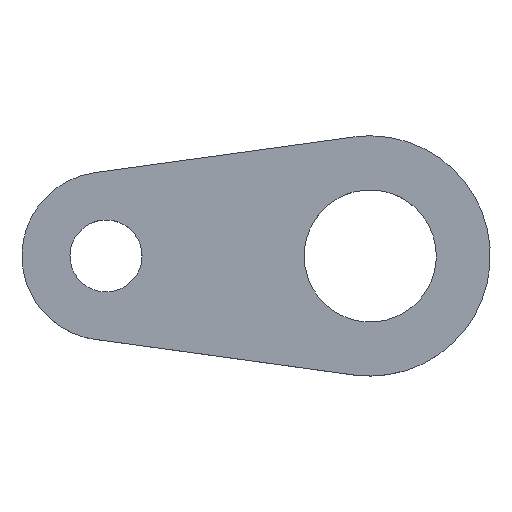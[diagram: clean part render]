
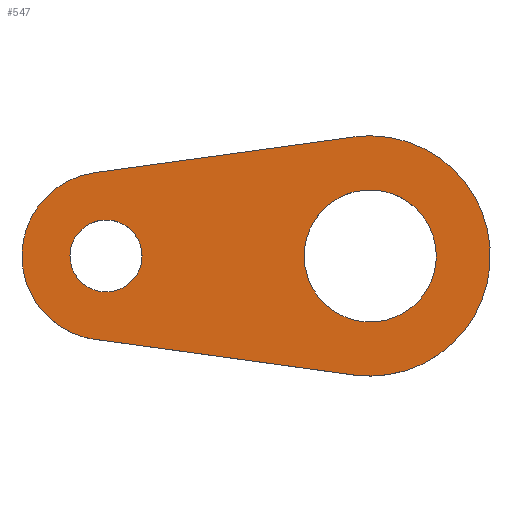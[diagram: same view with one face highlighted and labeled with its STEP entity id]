
A CAD part, top view. The second image highlights one B-rep face of the part: STEP entity #547.
In plain terms, the highlighted free-form (B-spline) face has degree [1, 1] with [2, 2] control points.
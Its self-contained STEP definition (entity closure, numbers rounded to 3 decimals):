
#96=CARTESIAN_POINT('',(0.118,1.495,1.5));
#97=VERTEX_POINT('',#96);
#103=CARTESIAN_POINT('',(-1.5,0.0,1.5));
#104=VERTEX_POINT('',#103);
#105=CARTESIAN_POINT('',(0.118,1.495,1.5));
#106=CARTESIAN_POINT('',(0.059,1.5,1.5));
#107=CARTESIAN_POINT('',(0.0,1.5,1.5));
#108=CARTESIAN_POINT('',(-1.5,1.5,1.5));
#109=CARTESIAN_POINT('',(-1.5,0.0,1.5));
#117=(BOUNDED_CURVE()B_SPLINE_CURVE(2,(#105,#106,#107,#108,#109),.UNSPECIFIED.,.F.,.U.)B_SPLINE_CURVE_WITH_KNOTS((3,2,3),(0.736,0.75,1.0),.UNSPECIFIED.)CURVE()GEOMETRIC_REPRESENTATION_ITEM()RATIONAL_B_SPLINE_CURVE((0.97,0.984,1.0,0.707,1.0))REPRESENTATION_ITEM(''));
#118=EDGE_CURVE('',#97,#104,#117,.T.);
#120=CARTESIAN_POINT('',(-0.118,-1.495,1.5));
#121=VERTEX_POINT('',#120);
#122=CARTESIAN_POINT('',(-1.5,0.0,1.5));
#123=CARTESIAN_POINT('',(-1.5,-1.387,1.5));
#124=CARTESIAN_POINT('',(-0.118,-1.495,1.5));
#132=(BOUNDED_CURVE()B_SPLINE_CURVE(2,(#122,#123,#124),.UNSPECIFIED.,.F.,.U.)B_SPLINE_CURVE_WITH_KNOTS((3,3),(0.0,0.236),.UNSPECIFIED.)CURVE()GEOMETRIC_REPRESENTATION_ITEM()RATIONAL_B_SPLINE_CURVE((1.0,0.723,0.97))REPRESENTATION_ITEM(''));
#133=EDGE_CURVE('',#104,#121,#132,.T.);
#179=CARTESIAN_POINT('',(1.5,0.0,1.5));
#180=VERTEX_POINT('',#179);
#181=CARTESIAN_POINT('',(-0.118,-1.495,1.5));
#182=CARTESIAN_POINT('',(-0.059,-1.5,1.5));
#183=CARTESIAN_POINT('',(0.0,-1.5,1.5));
#184=CARTESIAN_POINT('',(1.5,-1.5,1.5));
#185=CARTESIAN_POINT('',(1.5,0.0,1.5));
#193=(BOUNDED_CURVE()B_SPLINE_CURVE(2,(#181,#182,#183,#184,#185),.UNSPECIFIED.,.F.,.U.)B_SPLINE_CURVE_WITH_KNOTS((3,2,3),(0.236,0.25,0.5),.UNSPECIFIED.)CURVE()GEOMETRIC_REPRESENTATION_ITEM()RATIONAL_B_SPLINE_CURVE((0.97,0.984,1.0,0.707,1.0))REPRESENTATION_ITEM(''));
#194=EDGE_CURVE('',#121,#180,#193,.T.);
#196=CARTESIAN_POINT('',(1.5,0.0,1.5));
#197=CARTESIAN_POINT('',(1.5,1.387,1.5));
#198=CARTESIAN_POINT('',(0.118,1.495,1.5));
#206=(BOUNDED_CURVE()B_SPLINE_CURVE(2,(#196,#197,#198),.UNSPECIFIED.,.F.,.U.)B_SPLINE_CURVE_WITH_KNOTS((3,3),(0.5,0.736),.UNSPECIFIED.)CURVE()GEOMETRIC_REPRESENTATION_ITEM()RATIONAL_B_SPLINE_CURVE((1.0,0.723,0.97))REPRESENTATION_ITEM(''));
#207=EDGE_CURVE('',#180,#97,#206,.T.);
#278=CARTESIAN_POINT('',(11.216,2.742,1.5));
#279=VERTEX_POINT('',#278);
#285=CARTESIAN_POINT('',(8.25,0.0,1.5));
#286=VERTEX_POINT('',#285);
#287=CARTESIAN_POINT('',(11.216,2.742,1.5));
#288=CARTESIAN_POINT('',(11.108,2.75,1.5));
#289=CARTESIAN_POINT('',(11.0,2.75,1.5));
#290=CARTESIAN_POINT('',(8.25,2.75,1.5));
#291=CARTESIAN_POINT('',(8.25,0.0,1.5));
#299=(BOUNDED_CURVE()B_SPLINE_CURVE(2,(#287,#288,#289,#290,#291),.UNSPECIFIED.,.F.,.U.)B_SPLINE_CURVE_WITH_KNOTS((3,2,3),(0.736,0.75,1.0),.UNSPECIFIED.)CURVE()GEOMETRIC_REPRESENTATION_ITEM()RATIONAL_B_SPLINE_CURVE((0.97,0.984,1.0,0.707,1.0))REPRESENTATION_ITEM(''));
#300=EDGE_CURVE('',#279,#286,#299,.T.);
#302=CARTESIAN_POINT('',(10.784,-2.742,1.5));
#303=VERTEX_POINT('',#302);
#304=CARTESIAN_POINT('',(8.25,0.0,1.5));
#305=CARTESIAN_POINT('',(8.25,-2.542,1.5));
#306=CARTESIAN_POINT('',(10.784,-2.742,1.5));
#314=(BOUNDED_CURVE()B_SPLINE_CURVE(2,(#304,#305,#306),.UNSPECIFIED.,.F.,.U.)B_SPLINE_CURVE_WITH_KNOTS((3,3),(0.0,0.236),.UNSPECIFIED.)CURVE()GEOMETRIC_REPRESENTATION_ITEM()RATIONAL_B_SPLINE_CURVE((1.0,0.723,0.97))REPRESENTATION_ITEM(''));
#315=EDGE_CURVE('',#286,#303,#314,.T.);
#361=CARTESIAN_POINT('',(13.75,0.0,1.5));
#362=VERTEX_POINT('',#361);
#363=CARTESIAN_POINT('',(10.784,-2.742,1.5));
#364=CARTESIAN_POINT('',(10.892,-2.75,1.5));
#365=CARTESIAN_POINT('',(11.0,-2.75,1.5));
#366=CARTESIAN_POINT('',(13.75,-2.75,1.5));
#367=CARTESIAN_POINT('',(13.75,0.0,1.5));
#375=(BOUNDED_CURVE()B_SPLINE_CURVE(2,(#363,#364,#365,#366,#367),.UNSPECIFIED.,.F.,.U.)B_SPLINE_CURVE_WITH_KNOTS((3,2,3),(0.236,0.25,0.5),.UNSPECIFIED.)CURVE()GEOMETRIC_REPRESENTATION_ITEM()RATIONAL_B_SPLINE_CURVE((0.97,0.984,1.0,0.707,1.0))REPRESENTATION_ITEM(''));
#376=EDGE_CURVE('',#303,#362,#375,.T.);
#378=CARTESIAN_POINT('',(13.75,0.0,1.5));
#379=CARTESIAN_POINT('',(13.75,2.542,1.5));
#380=CARTESIAN_POINT('',(11.216,2.742,1.5));
#388=(BOUNDED_CURVE()B_SPLINE_CURVE(2,(#378,#379,#380),.UNSPECIFIED.,.F.,.U.)B_SPLINE_CURVE_WITH_KNOTS((3,3),(0.5,0.736),.UNSPECIFIED.)CURVE()GEOMETRIC_REPRESENTATION_ITEM()RATIONAL_B_SPLINE_CURVE((1.0,0.723,0.97))REPRESENTATION_ITEM(''));
#389=EDGE_CURVE('',#362,#279,#388,.T.);
#478=CARTESIAN_POINT('',(-4.474,5.498,1.5));
#479=CARTESIAN_POINT('',(16.974,5.498,1.5));
#480=CARTESIAN_POINT('',(-4.474,-5.498,1.5));
#481=CARTESIAN_POINT('',(16.974,-5.498,1.5));
#482=B_SPLINE_SURFACE_WITH_KNOTS('',1,1,((#478,#480),(#479,#481)),.UNSPECIFIED.,.F.,.F.,.U.,(2,2),(2,2),(0.0,21.448),(0.0,10.996),.UNSPECIFIED.);
#483=CARTESIAN_POINT('',(10.318,-4.953,1.5));
#484=VERTEX_POINT('',#483);
#485=CARTESIAN_POINT('',(10.318,4.953,1.5));
#486=VERTEX_POINT('',#485);
#487=CARTESIAN_POINT('',(10.318,-4.953,1.5));
#488=CARTESIAN_POINT('',(13.487,-5.39,1.5));
#489=CARTESIAN_POINT('',(15.212,-2.695,1.5));
#490=CARTESIAN_POINT('',(16.936,0.0,1.5));
#491=CARTESIAN_POINT('',(15.212,2.695,1.5));
#492=CARTESIAN_POINT('',(13.487,5.39,1.5));
#493=CARTESIAN_POINT('',(10.318,4.953,1.5));
#501=(BOUNDED_CURVE()B_SPLINE_CURVE(2,(#487,#488,#489,#490,#491,#492,#493),.UNSPECIFIED.,.F.,.U.)B_SPLINE_CURVE_WITH_KNOTS((3,2,2,3),(0.0,0.333,0.667,1.0),.UNSPECIFIED.)CURVE()GEOMETRIC_REPRESENTATION_ITEM()RATIONAL_B_SPLINE_CURVE((1.0,0.842,1.0,0.842,1.0,0.842,1.0))REPRESENTATION_ITEM(''));
#502=EDGE_CURVE('',#484,#486,#501,.T.);
#503=ORIENTED_EDGE('',*,*,#502,.T.);
#504=CARTESIAN_POINT('',(-0.477,3.467,1.5));
#505=VERTEX_POINT('',#504);
#506=CARTESIAN_POINT('',(10.318,4.953,1.5));
#507=CARTESIAN_POINT('',(-0.477,3.467,1.5));
#508=QUASI_UNIFORM_CURVE('',1,(#506,#507),.UNSPECIFIED.,.F.,.U.);
#509=EDGE_CURVE('',#486,#505,#508,.T.);
#510=ORIENTED_EDGE('',*,*,#509,.T.);
#511=CARTESIAN_POINT('',(-0.477,-3.467,1.5));
#512=VERTEX_POINT('',#511);
#513=CARTESIAN_POINT('',(-0.477,3.467,1.5));
#514=CARTESIAN_POINT('',(-3.5,3.051,1.5));
#515=CARTESIAN_POINT('',(-3.5,0.,1.5));
#516=CARTESIAN_POINT('',(-3.5,-3.051,1.5));
#517=CARTESIAN_POINT('',(-0.477,-3.467,1.5));
#525=(BOUNDED_CURVE()B_SPLINE_CURVE(2,(#513,#514,#515,#516,#517),.UNSPECIFIED.,.F.,.U.)B_SPLINE_CURVE_WITH_KNOTS((3,2,3),(0.0,0.5,1.0),.UNSPECIFIED.)CURVE()GEOMETRIC_REPRESENTATION_ITEM()RATIONAL_B_SPLINE_CURVE((1.0,0.754,1.0,0.754,1.0))REPRESENTATION_ITEM(''));
#526=EDGE_CURVE('',#505,#512,#525,.T.);
#527=ORIENTED_EDGE('',*,*,#526,.T.);
#528=CARTESIAN_POINT('',(-0.477,-3.467,1.5));
#529=CARTESIAN_POINT('',(10.318,-4.953,1.5));
#530=QUASI_UNIFORM_CURVE('',1,(#528,#529),.UNSPECIFIED.,.F.,.U.);
#531=EDGE_CURVE('',#512,#484,#530,.T.);
#532=ORIENTED_EDGE('',*,*,#531,.T.);
#533=EDGE_LOOP('',(#503,#510,#527,#532));
#534=FACE_OUTER_BOUND('',#533,.T.);
#535=ORIENTED_EDGE('',*,*,#389,.F.);
#536=ORIENTED_EDGE('',*,*,#376,.F.);
#537=ORIENTED_EDGE('',*,*,#315,.F.);
#538=ORIENTED_EDGE('',*,*,#300,.F.);
#539=EDGE_LOOP('',(#535,#536,#537,#538));
#540=FACE_BOUND('',#539,.T.);
#541=ORIENTED_EDGE('',*,*,#207,.F.);
#542=ORIENTED_EDGE('',*,*,#194,.F.);
#543=ORIENTED_EDGE('',*,*,#133,.F.);
#544=ORIENTED_EDGE('',*,*,#118,.F.);
#545=EDGE_LOOP('',(#541,#542,#543,#544));
#546=FACE_BOUND('',#545,.T.);
#547=ADVANCED_FACE('',(#534,#540,#546),#482,.F.);
